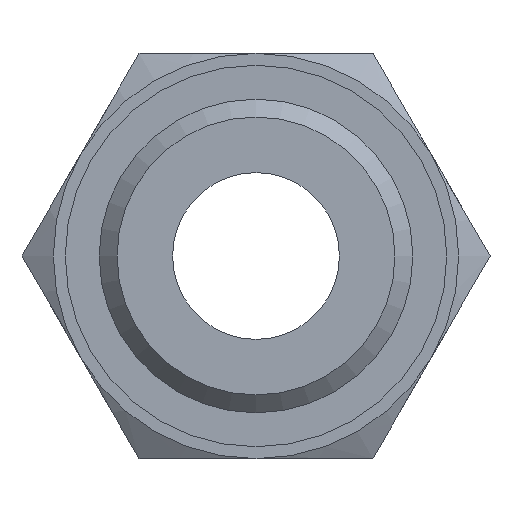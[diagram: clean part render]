
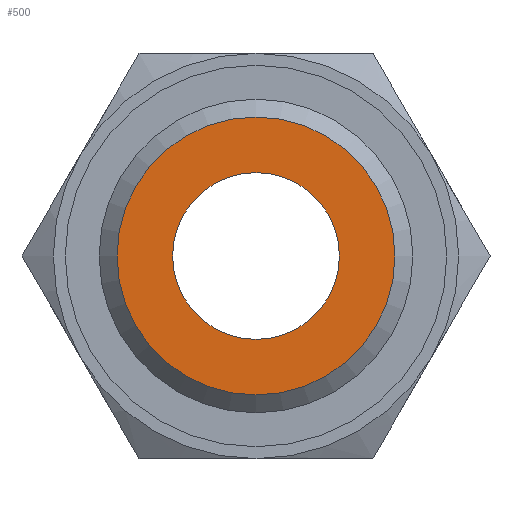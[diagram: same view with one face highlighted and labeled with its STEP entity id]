
A CAD part, left-side view. The second image highlights one B-rep face of the part: STEP entity #500.
In plain terms, the highlighted planar face has unit normal (-1, 0, 0).
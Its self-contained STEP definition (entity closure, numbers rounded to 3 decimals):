
#19=FACE_BOUND('',#134,.T.);
#31=PLANE('',#583);
#98=FACE_OUTER_BOUND('',#133,.T.);
#133=EDGE_LOOP('',(#448,#449));
#134=EDGE_LOOP('',(#450,#451));
#165=CIRCLE('',#525,3.5);
#166=CIRCLE('',#526,3.5);
#193=CIRCLE('',#579,5.829);
#194=CIRCLE('',#580,5.829);
#201=VERTEX_POINT('',#742);
#202=VERTEX_POINT('',#743);
#241=VERTEX_POINT('',#918);
#242=VERTEX_POINT('',#919);
#249=EDGE_CURVE('',#201,#202,#165,.T.);
#250=EDGE_CURVE('',#202,#201,#166,.T.);
#311=EDGE_CURVE('',#241,#242,#193,.T.);
#312=EDGE_CURVE('',#242,#241,#194,.T.);
#448=ORIENTED_EDGE('',*,*,#311,.T.);
#449=ORIENTED_EDGE('',*,*,#312,.T.);
#450=ORIENTED_EDGE('',*,*,#249,.T.);
#451=ORIENTED_EDGE('',*,*,#250,.T.);
#500=ADVANCED_FACE('',(#98,#19),#31,.T.);
#525=AXIS2_PLACEMENT_3D('',#744,#595,#596);
#526=AXIS2_PLACEMENT_3D('',#745,#597,#598);
#579=AXIS2_PLACEMENT_3D('',#920,#713,#714);
#580=AXIS2_PLACEMENT_3D('',#921,#715,#716);
#583=AXIS2_PLACEMENT_3D('',#927,#722,#723);
#595=DIRECTION('center_axis',(1.,0.,0.));
#596=DIRECTION('ref_axis',(0.,1.,0.));
#597=DIRECTION('center_axis',(1.,0.,0.));
#598=DIRECTION('ref_axis',(0.,1.,0.));
#713=DIRECTION('center_axis',(-1.,0.,0.));
#714=DIRECTION('ref_axis',(0.,1.,0.));
#715=DIRECTION('center_axis',(-1.,0.,0.));
#716=DIRECTION('ref_axis',(0.,1.,0.));
#722=DIRECTION('center_axis',(-1.,0.,0.));
#723=DIRECTION('ref_axis',(0.,0.,1.));
#742=CARTESIAN_POINT('',(-14.,3.5,0.));
#743=CARTESIAN_POINT('',(-14.,-3.5,0.));
#744=CARTESIAN_POINT('Origin',(-14.,0.,0.));
#745=CARTESIAN_POINT('Origin',(-14.,0.,0.));
#918=CARTESIAN_POINT('',(-14.,5.829,0.));
#919=CARTESIAN_POINT('',(-14.,-5.829,0.));
#920=CARTESIAN_POINT('Origin',(-14.,0.,0.));
#921=CARTESIAN_POINT('Origin',(-14.,0.,0.));
#927=CARTESIAN_POINT('Origin',(-14.,2.914,0.));
